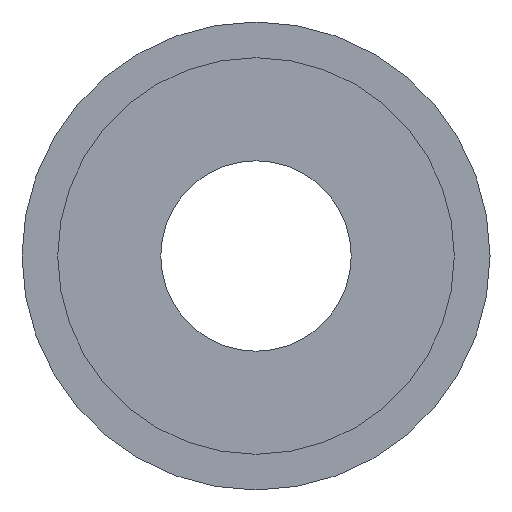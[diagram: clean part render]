
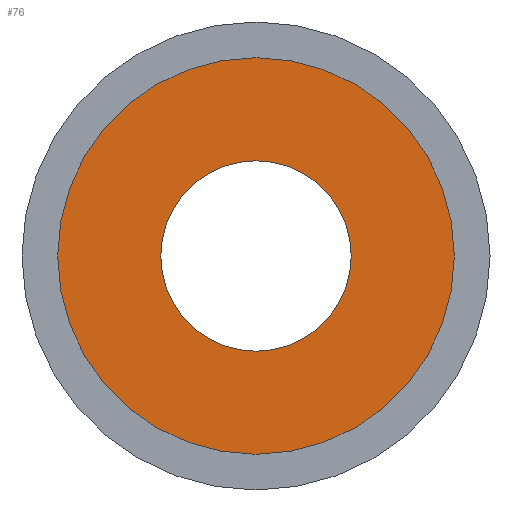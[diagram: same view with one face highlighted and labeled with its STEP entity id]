
A CAD part, left-side view. The second image highlights one B-rep face of the part: STEP entity #76.
In plain terms, the highlighted planar face has unit normal (1, 0, 0).
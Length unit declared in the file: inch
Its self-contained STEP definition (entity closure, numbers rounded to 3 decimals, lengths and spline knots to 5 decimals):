
#17=FACE_BOUND('',#29,.T.);
#19=PLANE('',#98);
#22=FACE_OUTER_BOUND('',#28,.T.);
#28=EDGE_LOOP('',(#62));
#29=EDGE_LOOP('',(#63));
#38=CIRCLE('',#94,0.53215);
#41=CIRCLE('',#99,0.21654);
#43=VERTEX_POINT('',#130);
#46=VERTEX_POINT('',#139);
#48=EDGE_CURVE('',#43,#43,#38,.T.);
#52=EDGE_CURVE('',#46,#46,#41,.T.);
#62=ORIENTED_EDGE('',*,*,#48,.F.);
#63=ORIENTED_EDGE('',*,*,#52,.T.);
#76=ADVANCED_FACE('',(#22,#17),#19,.F.);
#94=AXIS2_PLACEMENT_3D('',#131,#107,#108);
#98=AXIS2_PLACEMENT_3D('',#138,#116,#117);
#99=AXIS2_PLACEMENT_3D('',#140,#118,#119);
#107=DIRECTION('center_axis',(-1.,0.,0.));
#108=DIRECTION('ref_axis',(0.,-1.,0.));
#116=DIRECTION('center_axis',(-1.,0.,0.));
#117=DIRECTION('ref_axis',(0.,0.,1.));
#118=DIRECTION('center_axis',(-1.,0.,0.));
#119=DIRECTION('ref_axis',(0.,-1.,0.));
#130=CARTESIAN_POINT('',(-0.47244,0.53215,1.08268));
#131=CARTESIAN_POINT('Origin',(-0.47244,0.,1.08268));
#138=CARTESIAN_POINT('Origin',(-0.47244,0.48681,0.));
#139=CARTESIAN_POINT('',(-0.47244,0.21654,1.08268));
#140=CARTESIAN_POINT('Origin',(-0.47244,0.,1.08268));
